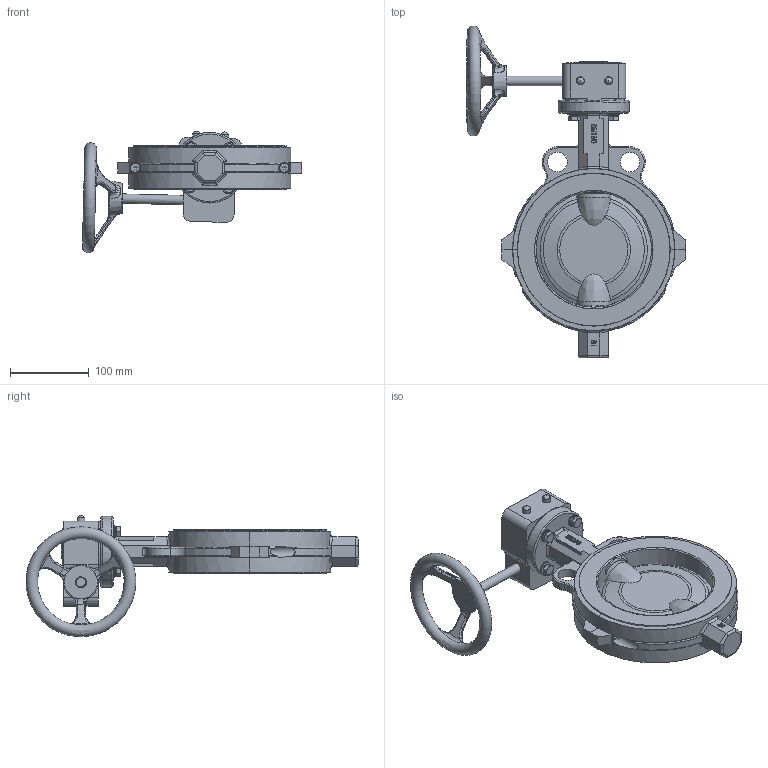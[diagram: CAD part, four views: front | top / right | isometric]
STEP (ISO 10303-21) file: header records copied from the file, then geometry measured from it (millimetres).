
FILE_DESCRIPTION(/* description */ ('Unknown','CAx-IF Rec.Pracs.---Representation and Presentation of Product Manufacturing Information (PMI)---4.0---2014-10-13','CAx-IF Rec.Pracs.---3D Tessellated Geometry---0.4---2014-09-14','2;1'),/* implementation_level */ '2;1');
FILE_NAME(/* name */ '5400-14',/* time_stamp */ '2024-02-23T10:23:25+01:00',/* author */ ('Unknown'),/* organization */ ('Unknown'),/* preprocessor_version */ 'ST-DEVELOPER v18.102',/* originating_system */ 'Solid Edge',/* authorisation */ 'Unknown');
FILE_SCHEMA (('AP242_MANAGED_MODEL_BASED_3D_ENGINEERING_MIM_LF { 1 0 10303 442 1 1 4 }'));
Products named in the file (35): 5400-14_PTFE-WAFER_DN150; ________PTFE DN150 ______; ________PTFE DN150 _______0; ________PTFE DN150 _______1; ________PTFE DN150 _______2; ________PTFE DN150 _______3; ________PTFE DN150 _______4; ________PTFE DN150 _______5; ________PTFE DN150 _______8; ________PTFE DN150 _______9; ________PTFE DN150 _______10; ________PTFE DN150 _______12; ________PTFE DN150 _______14; ________PTFE DN150 _______16; ________PTFE DN150 _______18; ________PTFE DN150 _______20; ________PTFE DN150 _______21; ________PTFE DN150 _______22; ________PTFE DN150 _______23; ________PTFE DN150 _______25; ________PTFE DN150 _______26; ________PTFE DN150 _______31; ________PTFE DN150 _______32; ________PTFE DN150 _______33; ________PTFE DN150 _______34; ________PTFE DN150 _______35; ________PTFE DN150 _______36; ________PTFE DN150 _______38; ________PTFE DN150 _______39; ________PTFE DN150 _______41; ________PTFE DN150 _______42; ________PTFE DN150 _______46; ________PTFE DN150 _______47; ________PTFE DN150 _______48; ________PTFE DN150 _______49
Assembly tree (34 placements, depth 2):
  5400-14_PTFE-WAFER_DN150
    ________PTFE DN150 ______
    ________PTFE DN150 _______0
    ________PTFE DN150 _______1
    ________PTFE DN150 _______2
    ________PTFE DN150 _______3
    ________PTFE DN150 _______4
    ________PTFE DN150 _______5
    ________PTFE DN150 _______8
    ________PTFE DN150 _______9
    ________PTFE DN150 _______10
    ________PTFE DN150 _______12
    ________PTFE DN150 _______14
    ________PTFE DN150 _______16
    ________PTFE DN150 _______18
    ________PTFE DN150 _______20
    ________PTFE DN150 _______21
    ________PTFE DN150 _______22
    ________PTFE DN150 _______23
    ________PTFE DN150 _______25
    ________PTFE DN150 _______26
    ________PTFE DN150 _______31
    ________PTFE DN150 _______32
    ________PTFE DN150 _______33
    ________PTFE DN150 _______34
    ________PTFE DN150 _______35
    ________PTFE DN150 _______36
    ________PTFE DN150 _______38
    ________PTFE DN150 _______39
    ________PTFE DN150 _______41
    ________PTFE DN150 _______42
    ________PTFE DN150 _______46
    ________PTFE DN150 _______47
    ________PTFE DN150 _______48
    ________PTFE DN150 _______49
Bounding box: 279.22 x 422.94 x 154.68 mm (x, y, z)
Volume: 2017111.1 mm3; surface area: 446797.6 mm2
Topology: 34 solids, 34 shells, 2223 faces, 4957 edges, 2843 vertices
Faces by surface type: cone 828, cylinder 547, plane 531, bspline 210, torus 82, sphere 25
Full cylindrical faces by diameter (mm): 6.8 x8, 8 x366, 8.5 x4, 8.68 x3, 9 x4, 9.935 x2, 10 x4, 12 x3, 12.88 x3, 13 x4, 14 x2, 16 x4, 20.99 x2, 21 x2, 23 x1, 24 x3, 25 x2, 36 x1, 37.8 x2, 56 x1, 60 x1, 90 x1, 152.6 x1, 195 x2
Entity records: 77353 total; most frequent: CARTESIAN_POINT 32060, DIRECTION 8850, ORIENTED_EDGE 7258, AXIS2_PLACEMENT_3D 3831, EDGE_CURVE 3629, FACE_BOUND 3573, EDGE_LOOP 3560, VERTEX_POINT 2782
